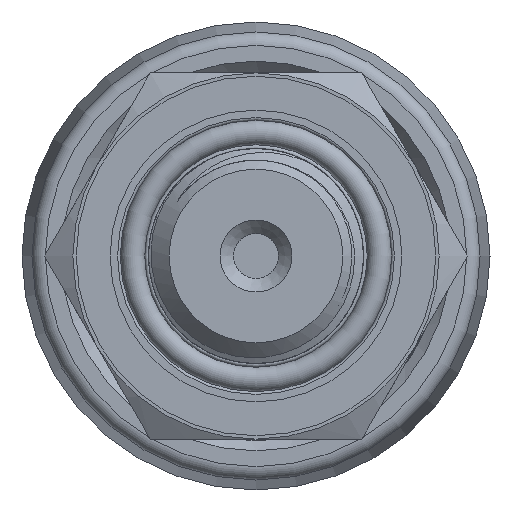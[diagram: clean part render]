
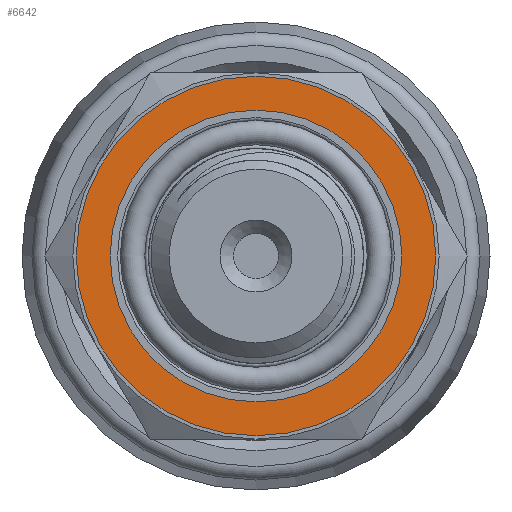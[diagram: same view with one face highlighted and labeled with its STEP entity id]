
A CAD part, left-side view. The second image highlights one B-rep face of the part: STEP entity #6642.
In plain terms, the highlighted planar face has unit normal (-1, 0, 0).
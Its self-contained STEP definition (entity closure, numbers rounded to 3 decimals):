
#142=PLANE('',#6988);
#416=FACE_BOUND('',#1149,.T.);
#752=FACE_OUTER_BOUND('',#1148,.T.);
#1148=EDGE_LOOP('',(#6027));
#1149=EDGE_LOOP('',(#6028));
#1298=CIRCLE('',#6934,13.25);
#1330=CIRCLE('',#6987,10.75);
#3117=VERTEX_POINT('',#22055);
#3145=VERTEX_POINT('',#24011);
#4070=EDGE_CURVE('',#3117,#3117,#1298,.T.);
#4119=EDGE_CURVE('',#3145,#3145,#1330,.T.);
#6027=ORIENTED_EDGE('',*,*,#4070,.T.);
#6028=ORIENTED_EDGE('',*,*,#4119,.T.);
#6642=ADVANCED_FACE('',(#752,#416),#142,.T.);
#6934=AXIS2_PLACEMENT_3D('',#22057,#7830,#7831);
#6987=AXIS2_PLACEMENT_3D('',#24012,#7945,#7946);
#6988=AXIS2_PLACEMENT_3D('',#24014,#7948,#7949);
#7830=DIRECTION('center_axis',(-1.,0.,0.));
#7831=DIRECTION('ref_axis',(0.,1.,0.));
#7945=DIRECTION('center_axis',(1.,0.,0.));
#7946=DIRECTION('ref_axis',(0.,0.,-1.));
#7948=DIRECTION('center_axis',(-1.,0.,0.));
#7949=DIRECTION('ref_axis',(0.,0.,1.));
#22055=CARTESIAN_POINT('',(-48.,-13.25,0.));
#22057=CARTESIAN_POINT('Origin',(-48.,0.,0.));
#24011=CARTESIAN_POINT('',(-48.,-10.75,0.));
#24012=CARTESIAN_POINT('Origin',(-48.,0.,0.));
#24014=CARTESIAN_POINT('Origin',(-48.,13.5,0.));
